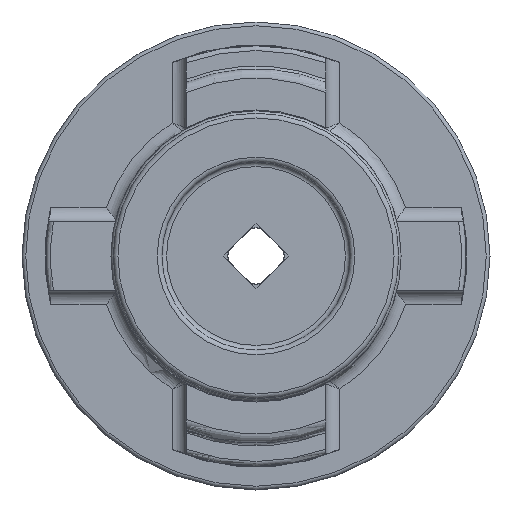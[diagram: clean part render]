
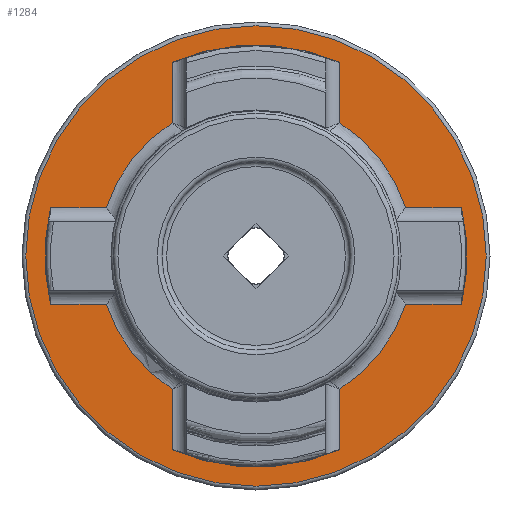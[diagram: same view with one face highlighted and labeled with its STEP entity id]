
A CAD part, left-side view. The second image highlights one B-rep face of the part: STEP entity #1284.
In plain terms, the highlighted planar face has unit normal (-1, 0, 0).
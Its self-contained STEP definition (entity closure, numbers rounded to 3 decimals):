
#17 = CARTESIAN_POINT ( 'NONE',  ( 34.5, 0., 24.6 ) ) ;
#74 = ORIENTED_EDGE ( 'NONE', *, *, #3368, .F. ) ;
#122 = VERTEX_POINT ( 'NONE', #2214 ) ;
#173 = DIRECTION ( 'NONE',  ( -1., 0., 0. ) ) ;
#198 = CARTESIAN_POINT ( 'NONE',  ( 34.5, 0., 0. ) ) ;
#235 = AXIS2_PLACEMENT_3D ( 'NONE', #3221, #1894, #3463 ) ;
#261 = VERTEX_POINT ( 'NONE', #17 ) ;
#283 = DIRECTION ( 'NONE',  ( 0., 0., -1. ) ) ;
#294 = EDGE_LOOP ( 'NONE', ( #1143 ) ) ;
#327 = EDGE_CURVE ( 'NONE', #2093, #2862, #2137, .T. ) ;
#409 = FACE_BOUND ( 'NONE', #2345, .T. ) ;
#495 = DIRECTION ( 'NONE',  ( 0., 0., 1. ) ) ;
#506 = ORIENTED_EDGE ( 'NONE', *, *, #327, .F. ) ;
#519 = CARTESIAN_POINT ( 'NONE',  ( 34.5, -8.95, 20.698 ) ) ;
#522 = CARTESIAN_POINT ( 'NONE',  ( 34.5, 15.983, -5.175 ) ) ;
#534 = CARTESIAN_POINT ( 'NONE',  ( 34.5, -8.95, -21.284 ) ) ;
#566 = CARTESIAN_POINT ( 'NONE',  ( 34.5, 21.948, -5.175 ) ) ;
#573 = LINE ( 'NONE', #2892, #2651 ) ;
#600 = DIRECTION ( 'NONE',  ( -1., 0., 0. ) ) ;
#604 = AXIS2_PLACEMENT_3D ( 'NONE', #2802, #3298, #889 ) ;
#654 = EDGE_CURVE ( 'NONE', #122, #2624, #2599, .T. ) ;
#661 = CIRCLE ( 'NONE', #1649, 16.8 ) ;
#704 = EDGE_CURVE ( 'NONE', #1814, #1890, #2718, .T. ) ;
#713 = LINE ( 'NONE', #795, #2785 ) ;
#752 = LINE ( 'NONE', #2383, #1869 ) ;
#766 = ORIENTED_EDGE ( 'NONE', *, *, #2722, .T. ) ;
#795 = CARTESIAN_POINT ( 'NONE',  ( 34.5, 22.55, 5.175 ) ) ;
#797 = VERTEX_POINT ( 'NONE', #1320 ) ;
#811 = CARTESIAN_POINT ( 'NONE',  ( 34.5, 8.95, 14.218 ) ) ;
#849 = VERTEX_POINT ( 'NONE', #2596 ) ;
#877 = VERTEX_POINT ( 'NONE', #1227 ) ;
#887 = VERTEX_POINT ( 'NONE', #1248 ) ;
#889 = DIRECTION ( 'NONE',  ( 0., 0., 1. ) ) ;
#919 = ORIENTED_EDGE ( 'NONE', *, *, #1162, .T. ) ;
#928 = VECTOR ( 'NONE', #1099, 1000. ) ;
#936 = DIRECTION ( 'NONE',  ( 0., 0., -1. ) ) ;
#953 = ORIENTED_EDGE ( 'NONE', *, *, #3129, .T. ) ;
#955 = CARTESIAN_POINT ( 'NONE',  ( 34.5, -8.95, -14.218 ) ) ;
#957 = ORIENTED_EDGE ( 'NONE', *, *, #3204, .T. ) ;
#971 = DIRECTION ( 'NONE',  ( 0., 0., -1. ) ) ;
#1002 = EDGE_CURVE ( 'NONE', #261, #261, #2626, .T. ) ;
#1013 = CARTESIAN_POINT ( 'NONE',  ( 34.5, 8.95, 20.698 ) ) ;
#1055 = DIRECTION ( 'NONE',  ( 0., 0., 1. ) ) ;
#1061 = CARTESIAN_POINT ( 'NONE',  ( 34.5, 8.95, 0. ) ) ;
#1090 = CIRCLE ( 'NONE', #1367, 16.8 ) ;
#1095 = CARTESIAN_POINT ( 'NONE',  ( 34.5, -8.95, 14.218 ) ) ;
#1099 = DIRECTION ( 'NONE',  ( 0., 1., 0. ) ) ;
#1129 = LINE ( 'NONE', #1061, #3277 ) ;
#1136 = VECTOR ( 'NONE', #2163, 1000. ) ;
#1141 = CARTESIAN_POINT ( 'NONE',  ( 34.5, 0., 0. ) ) ;
#1143 = ORIENTED_EDGE ( 'NONE', *, *, #1002, .T. ) ;
#1162 = EDGE_CURVE ( 'NONE', #877, #2480, #2128, .T. ) ;
#1227 = CARTESIAN_POINT ( 'NONE',  ( 34.5, 8.95, -14.218 ) ) ;
#1248 = CARTESIAN_POINT ( 'NONE',  ( 34.5, -21.948, -5.175 ) ) ;
#1284 = ADVANCED_FACE ( 'NONE', ( #2423, #409 ), #2010, .F. ) ;
#1289 = ORIENTED_EDGE ( 'NONE', *, *, #2481, .T. ) ;
#1312 = DIRECTION ( 'NONE',  ( 0., -1., 0. ) ) ;
#1320 = CARTESIAN_POINT ( 'NONE',  ( 34.5, 8.95, -20.698 ) ) ;
#1341 = DIRECTION ( 'NONE',  ( 0., -1., 0. ) ) ;
#1363 = VECTOR ( 'NONE', #2331, 1000. ) ;
#1367 = AXIS2_PLACEMENT_3D ( 'NONE', #2934, #2402, #2944 ) ;
#1373 = CARTESIAN_POINT ( 'NONE',  ( 34.5, 0., 0. ) ) ;
#1413 = CARTESIAN_POINT ( 'NONE',  ( 34.5, -15.983, 5.175 ) ) ;
#1417 = VERTEX_POINT ( 'NONE', #1852 ) ;
#1427 = EDGE_CURVE ( 'NONE', #1814, #2324, #3125, .T. ) ;
#1429 = CARTESIAN_POINT ( 'NONE',  ( 34.5, 0., 0. ) ) ;
#1505 = VERTEX_POINT ( 'NONE', #3511 ) ;
#1530 = CARTESIAN_POINT ( 'NONE',  ( 34.5, 22.55, 0. ) ) ;
#1542 = CARTESIAN_POINT ( 'NONE',  ( 34.5, 8.95, 0. ) ) ;
#1607 = AXIS2_PLACEMENT_3D ( 'NONE', #1429, #3002, #283 ) ;
#1620 = ORIENTED_EDGE ( 'NONE', *, *, #2849, .T. ) ;
#1629 = DIRECTION ( 'NONE',  ( 0., 0., 1. ) ) ;
#1637 = AXIS2_PLACEMENT_3D ( 'NONE', #1141, #2462, #1664 ) ;
#1640 = CIRCLE ( 'NONE', #604, 22.55 ) ;
#1649 = AXIS2_PLACEMENT_3D ( 'NONE', #1373, #2143, #2444 ) ;
#1664 = DIRECTION ( 'NONE',  ( 0., 0., -1. ) ) ;
#1690 = LINE ( 'NONE', #1542, #1363 ) ;
#1707 = ORIENTED_EDGE ( 'NONE', *, *, #2906, .F. ) ;
#1752 = ORIENTED_EDGE ( 'NONE', *, *, #654, .T. ) ;
#1757 = AXIS2_PLACEMENT_3D ( 'NONE', #198, #600, #1629 ) ;
#1772 = ORIENTED_EDGE ( 'NONE', *, *, #1427, .F. ) ;
#1814 = VERTEX_POINT ( 'NONE', #519 ) ;
#1818 = EDGE_CURVE ( 'NONE', #2579, #1505, #2503, .T. ) ;
#1825 = LINE ( 'NONE', #2203, #928 ) ;
#1829 = CARTESIAN_POINT ( 'NONE',  ( 34.5, 0., 0. ) ) ;
#1850 = DIRECTION ( 'NONE',  ( 0., 1., 0. ) ) ;
#1852 = CARTESIAN_POINT ( 'NONE',  ( 34.5, -15.983, -5.175 ) ) ;
#1869 = VECTOR ( 'NONE', #1850, 1000. ) ;
#1890 = VERTEX_POINT ( 'NONE', #1095 ) ;
#1894 = DIRECTION ( 'NONE',  ( -1., 0., 0. ) ) ;
#2010 = PLANE ( 'NONE',  #3399 ) ;
#2028 = ORIENTED_EDGE ( 'NONE', *, *, #3102, .T. ) ;
#2057 = DIRECTION ( 'NONE',  ( 1., 0., 0. ) ) ;
#2093 = VERTEX_POINT ( 'NONE', #3503 ) ;
#2128 = CIRCLE ( 'NONE', #1637, 16.8 ) ;
#2131 = AXIS2_PLACEMENT_3D ( 'NONE', #1829, #173, #3482 ) ;
#2137 = CIRCLE ( 'NONE', #3412, 22.55 ) ;
#2143 = DIRECTION ( 'NONE',  ( 1., 0., 0. ) ) ;
#2163 = DIRECTION ( 'NONE',  ( 0., 0., -1. ) ) ;
#2203 = CARTESIAN_POINT ( 'NONE',  ( 34.5, -14.852, -5.175 ) ) ;
#2214 = CARTESIAN_POINT ( 'NONE',  ( 34.5, 15.983, 5.175 ) ) ;
#2306 = EDGE_CURVE ( 'NONE', #797, #877, #1690, .T. ) ;
#2324 = VERTEX_POINT ( 'NONE', #1013 ) ;
#2331 = DIRECTION ( 'NONE',  ( 0., 0., 1. ) ) ;
#2345 = EDGE_LOOP ( 'NONE', ( #1772, #2644, #1289, #953, #74, #1620, #957, #2646, #1707, #3475, #919, #2028, #506, #766, #1752, #2872 ) ) ;
#2383 = CARTESIAN_POINT ( 'NONE',  ( 34.5, 22.55, -5.175 ) ) ;
#2391 = CARTESIAN_POINT ( 'NONE',  ( 34.5, 0., 0. ) ) ;
#2402 = DIRECTION ( 'NONE',  ( 1., 0., 0. ) ) ;
#2416 = DIRECTION ( 'NONE',  ( -1., 0., 0. ) ) ;
#2423 = FACE_OUTER_BOUND ( 'NONE', #294, .T. ) ;
#2444 = DIRECTION ( 'NONE',  ( 0., 0., -1. ) ) ;
#2462 = DIRECTION ( 'NONE',  ( 1., 0., 0. ) ) ;
#2480 = VERTEX_POINT ( 'NONE', #522 ) ;
#2481 = EDGE_CURVE ( 'NONE', #1890, #3520, #1090, .T. ) ;
#2503 = LINE ( 'NONE', #534, #1136 ) ;
#2518 = VECTOR ( 'NONE', #936, 1000. ) ;
#2579 = VERTEX_POINT ( 'NONE', #955 ) ;
#2596 = CARTESIAN_POINT ( 'NONE',  ( 34.5, -21.948, 5.175 ) ) ;
#2599 = CIRCLE ( 'NONE', #1607, 16.8 ) ;
#2624 = VERTEX_POINT ( 'NONE', #811 ) ;
#2626 = CIRCLE ( 'NONE', #235, 24.6 ) ;
#2644 = ORIENTED_EDGE ( 'NONE', *, *, #704, .T. ) ;
#2646 = ORIENTED_EDGE ( 'NONE', *, *, #1818, .T. ) ;
#2651 = VECTOR ( 'NONE', #1312, 1000. ) ;
#2718 = LINE ( 'NONE', #2774, #2518 ) ;
#2722 = EDGE_CURVE ( 'NONE', #2093, #122, #713, .T. ) ;
#2774 = CARTESIAN_POINT ( 'NONE',  ( 34.5, -8.95, 13.364 ) ) ;
#2785 = VECTOR ( 'NONE', #1341, 1000. ) ;
#2802 = CARTESIAN_POINT ( 'NONE',  ( 34.5, 0., 0. ) ) ;
#2849 = EDGE_CURVE ( 'NONE', #887, #1417, #1825, .T. ) ;
#2862 = VERTEX_POINT ( 'NONE', #566 ) ;
#2872 = ORIENTED_EDGE ( 'NONE', *, *, #3229, .T. ) ;
#2892 = CARTESIAN_POINT ( 'NONE',  ( 34.5, -22.249, 5.175 ) ) ;
#2906 = EDGE_CURVE ( 'NONE', #797, #1505, #1640, .T. ) ;
#2934 = CARTESIAN_POINT ( 'NONE',  ( 34.5, 0., 0. ) ) ;
#2944 = DIRECTION ( 'NONE',  ( 0., 0., -1. ) ) ;
#3002 = DIRECTION ( 'NONE',  ( 1., 0., 0. ) ) ;
#3102 = EDGE_CURVE ( 'NONE', #2480, #2862, #752, .T. ) ;
#3125 = CIRCLE ( 'NONE', #2131, 22.55 ) ;
#3129 = EDGE_CURVE ( 'NONE', #3520, #849, #573, .T. ) ;
#3204 = EDGE_CURVE ( 'NONE', #1417, #2579, #661, .T. ) ;
#3221 = CARTESIAN_POINT ( 'NONE',  ( 34.5, 0., 0. ) ) ;
#3229 = EDGE_CURVE ( 'NONE', #2624, #2324, #1129, .T. ) ;
#3231 = CIRCLE ( 'NONE', #1757, 22.55 ) ;
#3277 = VECTOR ( 'NONE', #495, 1000. ) ;
#3298 = DIRECTION ( 'NONE',  ( -1., 0., 0. ) ) ;
#3368 = EDGE_CURVE ( 'NONE', #887, #849, #3231, .T. ) ;
#3399 = AXIS2_PLACEMENT_3D ( 'NONE', #1530, #2057, #971 ) ;
#3412 = AXIS2_PLACEMENT_3D ( 'NONE', #2391, #2416, #1055 ) ;
#3463 = DIRECTION ( 'NONE',  ( 0., 0., 1. ) ) ;
#3475 = ORIENTED_EDGE ( 'NONE', *, *, #2306, .T. ) ;
#3482 = DIRECTION ( 'NONE',  ( 0., 0., 1. ) ) ;
#3503 = CARTESIAN_POINT ( 'NONE',  ( 34.5, 21.948, 5.175 ) ) ;
#3511 = CARTESIAN_POINT ( 'NONE',  ( 34.5, -8.95, -20.698 ) ) ;
#3520 = VERTEX_POINT ( 'NONE', #1413 ) ;
